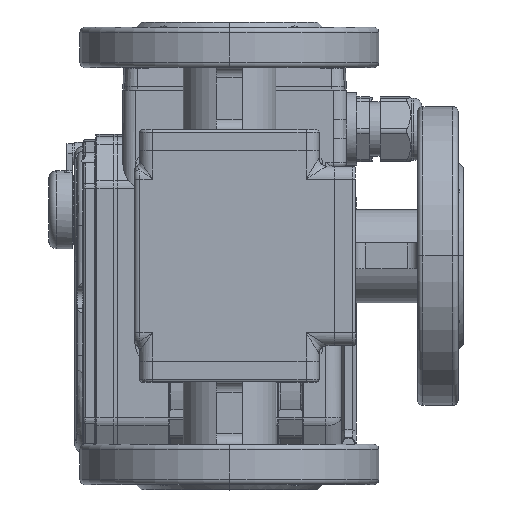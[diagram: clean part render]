
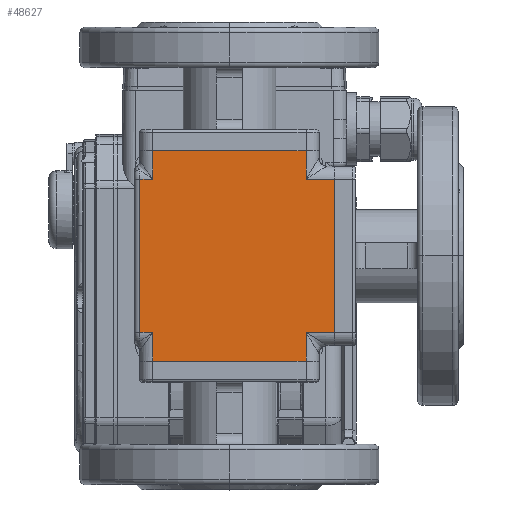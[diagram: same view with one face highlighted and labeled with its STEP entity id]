
A CAD part, top view. The second image highlights one B-rep face of the part: STEP entity #48627.
In plain terms, the highlighted planar face has unit normal (0, 0, 1).
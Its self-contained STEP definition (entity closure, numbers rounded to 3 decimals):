
#720=PLANE('',#52162);
#1743=LINE('',#71506,#5571);
#2406=LINE('',#80054,#6234);
#2410=LINE('',#80066,#6238);
#2416=LINE('',#80082,#6244);
#2418=LINE('',#80088,#6246);
#2426=LINE('',#80110,#6254);
#2427=LINE('',#80114,#6255);
#2432=LINE('',#80128,#6260);
#2435=LINE('',#80134,#6263);
#2453=LINE('',#80186,#6281);
#2455=LINE('',#80195,#6283);
#2457=LINE('',#80203,#6285);
#5571=VECTOR('',#56917,1000.);
#6234=VECTOR('',#58564,1000.);
#6238=VECTOR('',#58576,1000.);
#6244=VECTOR('',#58594,1000.);
#6246=VECTOR('',#58602,1000.);
#6254=VECTOR('',#58624,1000.);
#6255=VECTOR('',#58629,1000.);
#6260=VECTOR('',#58644,1000.);
#6263=VECTOR('',#58653,1000.);
#6281=VECTOR('',#58707,1000.);
#6283=VECTOR('',#58723,1000.);
#6285=VECTOR('',#58737,1000.);
#13775=ORIENTED_EDGE('',*,*,#27632,.T.);
#13776=ORIENTED_EDGE('',*,*,#26415,.T.);
#13777=ORIENTED_EDGE('',*,*,#27635,.F.);
#13778=ORIENTED_EDGE('',*,*,#27625,.T.);
#13779=ORIENTED_EDGE('',*,*,#27668,.T.);
#13780=ORIENTED_EDGE('',*,*,#27595,.T.);
#13781=ORIENTED_EDGE('',*,*,#27612,.T.);
#13782=ORIENTED_EDGE('',*,*,#27675,.T.);
#13783=ORIENTED_EDGE('',*,*,#27601,.T.);
#13784=ORIENTED_EDGE('',*,*,#27609,.T.);
#13785=ORIENTED_EDGE('',*,*,#27661,.T.);
#13786=ORIENTED_EDGE('',*,*,#27623,.T.);
#26415=EDGE_CURVE('',#33767,#33771,#1743,.T.);
#27595=EDGE_CURVE('',#34583,#34552,#2406,.T.);
#27601=EDGE_CURVE('',#34587,#34563,#2410,.T.);
#27609=EDGE_CURVE('',#34563,#34591,#2416,.T.);
#27612=EDGE_CURVE('',#34552,#34592,#2418,.T.);
#27623=EDGE_CURVE('',#34599,#33783,#2426,.T.);
#27625=EDGE_CURVE('',#33779,#34600,#2427,.T.);
#27632=EDGE_CURVE('',#33783,#33767,#2432,.T.);
#27635=EDGE_CURVE('',#33779,#33771,#2435,.T.);
#27661=EDGE_CURVE('',#34591,#34599,#2453,.T.);
#27668=EDGE_CURVE('',#34600,#34583,#2455,.T.);
#27675=EDGE_CURVE('',#34592,#34587,#2457,.T.);
#33767=VERTEX_POINT('',#71432);
#33771=VERTEX_POINT('',#71505);
#33779=VERTEX_POINT('',#71742);
#33783=VERTEX_POINT('',#71922);
#34552=VERTEX_POINT('',#79486);
#34563=VERTEX_POINT('',#79813);
#34583=VERTEX_POINT('',#80055);
#34587=VERTEX_POINT('',#80067);
#34591=VERTEX_POINT('',#80083);
#34592=VERTEX_POINT('',#80089);
#34599=VERTEX_POINT('',#80111);
#34600=VERTEX_POINT('',#80115);
#41504=EDGE_LOOP('',(#13775,#13776,#13777,#13778,#13779,#13780,#13781,#13782,
#13783,#13784,#13785,#13786));
#44951=FACE_BOUND('',#41504,.T.);
#48627=ADVANCED_FACE('',(#44951),#720,.F.);
#52162=AXIS2_PLACEMENT_3D('',#80210,#58749,#58750);
#56917=DIRECTION('',(0.,-1.,0.));
#58564=DIRECTION('',(0.,1.,0.));
#58576=DIRECTION('',(-1.,0.,0.));
#58594=DIRECTION('',(0.,1.,0.));
#58602=DIRECTION('',(1.,0.,0.));
#58624=DIRECTION('',(0.,-1.,0.));
#58629=DIRECTION('',(0.,-1.,0.));
#58644=DIRECTION('',(-1.,0.,0.));
#58653=DIRECTION('',(-1.,0.,0.));
#58707=DIRECTION('',(-1.,0.,0.));
#58723=DIRECTION('',(1.,0.,0.));
#58737=DIRECTION('',(0.,1.,0.));
#58749=DIRECTION('',(0.,0.,-1.));
#58750=DIRECTION('',(-1.,0.,0.));
#71432=CARTESIAN_POINT('',(-34.5,29.5,69.));
#71505=CARTESIAN_POINT('',(-34.5,-29.5,69.));
#71506=CARTESIAN_POINT('',(-34.5,0.,69.));
#71742=CARTESIAN_POINT('',(-29.5,-29.5,69.));
#71922=CARTESIAN_POINT('',(-29.5,29.5,69.));
#79486=CARTESIAN_POINT('',(29.5,-29.5,69.));
#79813=CARTESIAN_POINT('',(29.5,29.5,69.));
#80054=CARTESIAN_POINT('',(29.5,-29.5,69.));
#80055=CARTESIAN_POINT('',(29.5,-40.5,69.));
#80066=CARTESIAN_POINT('',(29.5,29.5,69.));
#80067=CARTESIAN_POINT('',(40.5,29.5,69.));
#80082=CARTESIAN_POINT('',(29.5,34.5,69.));
#80083=CARTESIAN_POINT('',(29.5,40.5,69.));
#80088=CARTESIAN_POINT('',(34.5,-29.5,69.));
#80089=CARTESIAN_POINT('',(40.5,-29.5,69.));
#80110=CARTESIAN_POINT('',(-29.5,29.5,69.));
#80111=CARTESIAN_POINT('',(-29.5,40.5,69.));
#80114=CARTESIAN_POINT('',(-29.5,-40.5,69.));
#80115=CARTESIAN_POINT('',(-29.5,-40.5,69.));
#80128=CARTESIAN_POINT('',(-34.5,29.5,69.));
#80134=CARTESIAN_POINT('',(-34.5,-29.5,69.));
#80186=CARTESIAN_POINT('',(-36.5,40.5,69.));
#80195=CARTESIAN_POINT('',(40.5,-40.5,69.));
#80203=CARTESIAN_POINT('',(40.5,0.,69.));
#80210=CARTESIAN_POINT('',(0.,0.,69.));
